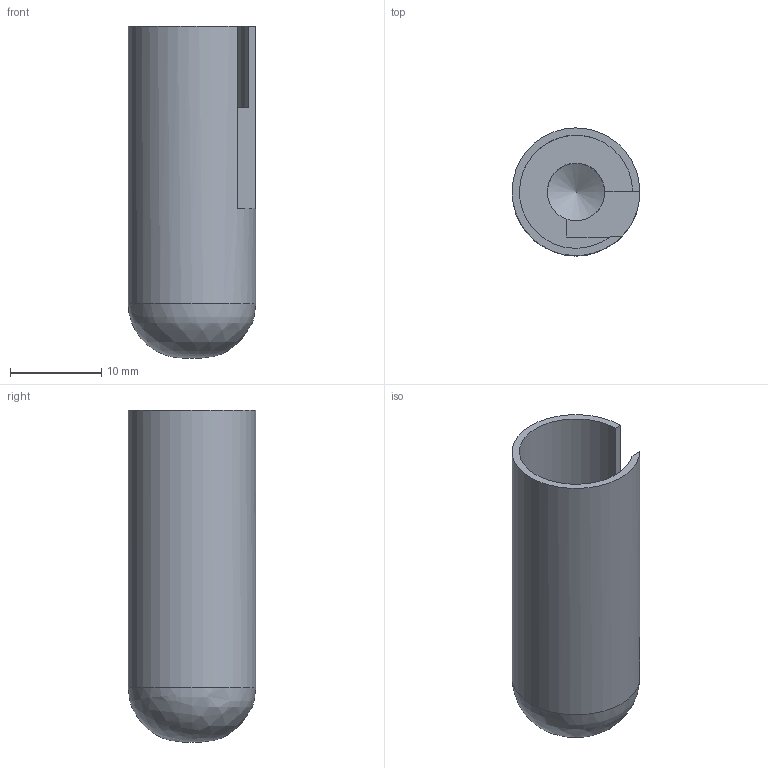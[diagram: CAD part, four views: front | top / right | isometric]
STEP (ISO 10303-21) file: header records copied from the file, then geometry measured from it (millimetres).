
FILE_DESCRIPTION(/* description */ (''),/* implementation_level */ '2;1');
FILE_NAME(/* name */ 'Documents/ _TR/Plans/Paumelle haut v1.step',/* time_stamp */ '2021-12-23T17:54:48+01:00',/* author */ (''),/* organization */ (''),/* preprocessor_version */ 'ST-DEVELOPER v18.1',/* originating_system */ 'Autodesk Translation Framework v10.10.0.1391',/* authorisation */ '');
FILE_SCHEMA (('AUTOMOTIVE_DESIGN { 1 0 10303 214 3 1 1 }'));
Length unit declared in the file: millimetre
Products named in the file (1): Paumelle haut
Bounding box: 14 x 14 x 36.39 mm (x, y, z)
Volume: 3159.4 mm3; surface area: 2525.1 mm2
Topology: 1 solids, 1 shells, 12 faces, 31 edges, 20 vertices
Faces by surface type: plane 7, cylinder 3, cone 1, bspline 1
Full cylindrical faces by diameter (mm): 6.3 x1, 14 x1
Entity records: 421 total; most frequent: CARTESIAN_POINT 89, DIRECTION 66, ORIENTED_EDGE 60, EDGE_CURVE 30, AXIS2_PLACEMENT_3D 24, VERTEX_POINT 20, LINE 18, VECTOR 18
